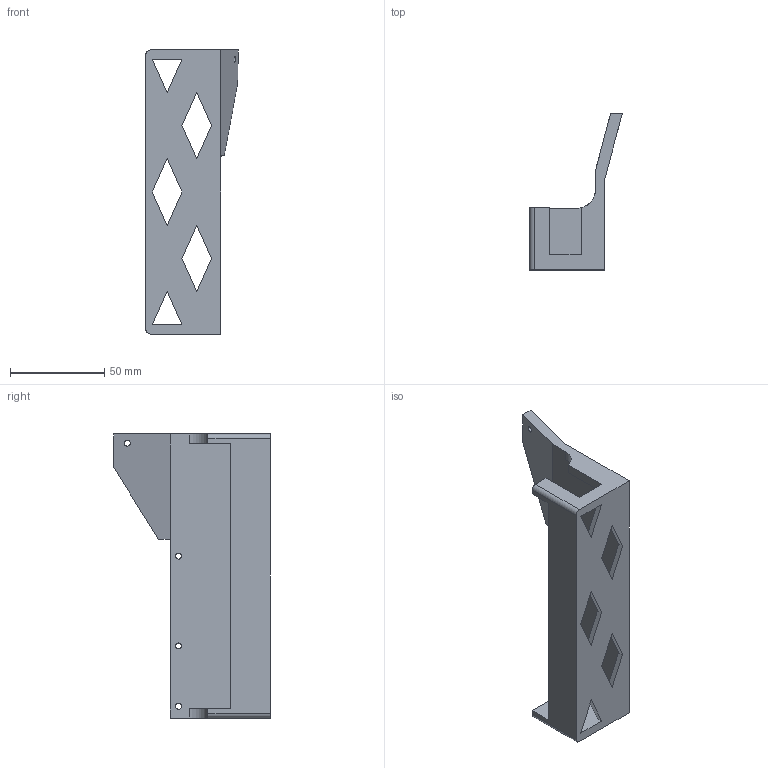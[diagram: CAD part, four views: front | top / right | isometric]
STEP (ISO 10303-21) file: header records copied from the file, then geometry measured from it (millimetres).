
FILE_DESCRIPTION(/* description */ (''),/* implementation_level */ '2;1');
FILE_NAME(/* name */ 'Battery_Platform.step',/* time_stamp */ '2023-05-19T14:15:33+02:00',/* author */ (''),/* organization */ (''),/* preprocessor_version */ 'ST-DEVELOPER v19.2',/* originating_system */ 'Autodesk Translation Framework v12.4.0.73',/* authorisation */ '');
FILE_SCHEMA (('AUTOMOTIVE_DESIGN { 1 0 10303 214 3 1 1 }'));
Length unit declared in the file: millimetre
Products named in the file (1): Battery_Platform_straight
Bounding box: 49.2 x 83 x 151 mm (x, y, z)
Volume: 76454.3 mm3; surface area: 38919.9 mm2
Topology: 1 solids, 1 shells, 46 faces, 138 edges, 89 vertices
Faces by surface type: plane 37, cylinder 9
Full cylindrical faces by diameter (mm): 3.2 x4
Entity records: 1611 total; most frequent: ORIENTED_EDGE 276, CARTESIAN_POINT 274, DIRECTION 250, EDGE_CURVE 138, LINE 120, VECTOR 120, VERTEX_POINT 89, AXIS2_PLACEMENT_3D 65
